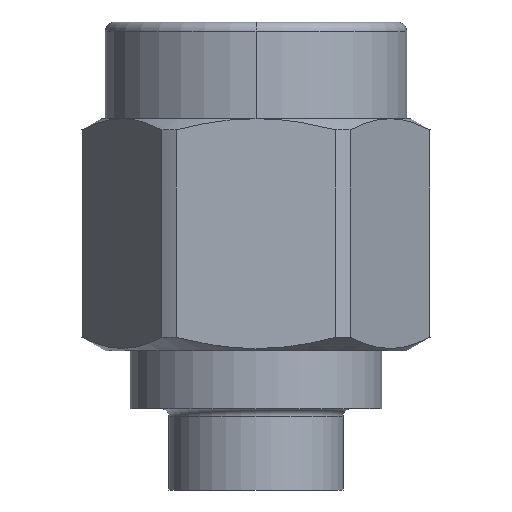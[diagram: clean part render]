
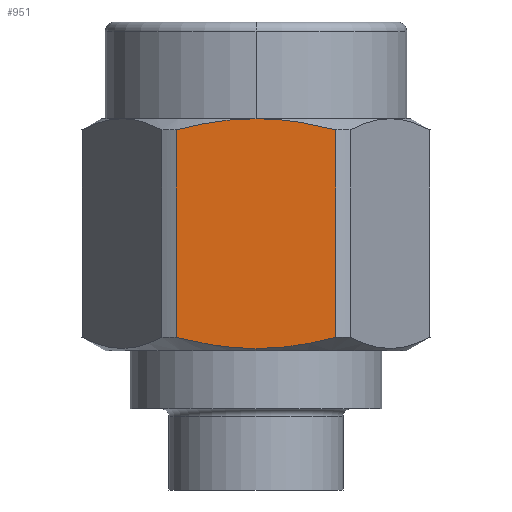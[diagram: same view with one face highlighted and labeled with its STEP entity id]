
A CAD part, left-side view. The second image highlights one B-rep face of the part: STEP entity #951.
In plain terms, the highlighted planar face has unit normal (-1, 0, 0).
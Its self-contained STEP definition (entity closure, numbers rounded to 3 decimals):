
#12 = EDGE_CURVE ( 'NONE', #2494, #1063, #258, .T. ) ;
#103 = ORIENTED_EDGE ( 'NONE', *, *, #818, .T. ) ;
#183 = CARTESIAN_POINT ( 'NONE',  ( -59.427, 15.006, 16.385 ) ) ;
#199 = AXIS2_PLACEMENT_3D ( 'NONE', #2552, #2576, #2146 ) ;
#225 = CARTESIAN_POINT ( 'NONE',  ( -59.427, 13.977, 16.211 ) ) ;
#229 = CARTESIAN_POINT ( 'NONE',  ( -59.427, 11.217, 21.838 ) ) ;
#256 = EDGE_CURVE ( 'NONE', #1809, #1225, #943, .T. ) ;
#258 = B_SPLINE_CURVE_WITH_KNOTS ( 'NONE', 3,
 ( #1182, #183, #2301, #225, #2507, #1069 ),
 .UNSPECIFIED., .F., .F.,
 ( 4, 2, 4 ),
 ( 0.002, 0.003, 0.004 ),
 .UNSPECIFIED. ) ;
#344 = CARTESIAN_POINT ( 'NONE',  ( -59.427, 11.217, 24.627 ) ) ;
#386 = CARTESIAN_POINT ( 'NONE',  ( -59.427, 13.279, 16.184 ) ) ;
#391 = EDGE_CURVE ( 'NONE', #807, #1384, #829, .T. ) ;
#412 = CARTESIAN_POINT ( 'NONE',  ( -59.427, 15.006, 21.926 ) ) ;
#464 = CARTESIAN_POINT ( 'NONE',  ( -59.427, 11.554, 21.927 ) ) ;
#478 = CARTESIAN_POINT ( 'NONE',  ( -59.427, 12.586, 22.1 ) ) ;
#525 = ORIENTED_EDGE ( 'NONE', *, *, #391, .T. ) ;
#645 = CARTESIAN_POINT ( 'NONE',  ( -59.427, 15.341, 16.473 ) ) ;
#688 = VECTOR ( 'NONE', #2677, 1000. ) ;
#762 = DIRECTION ( 'NONE',  ( 0., 0., -1. ) ) ;
#790 = PLANE ( 'NONE',  #199 ) ;
#807 = VERTEX_POINT ( 'NONE', #1844 ) ;
#808 = CARTESIAN_POINT ( 'NONE',  ( -59.427, 14.667, 21.999 ) ) ;
#818 = EDGE_CURVE ( 'NONE', #1384, #2494, #1435, .T. ) ;
#829 = B_SPLINE_CURVE_WITH_KNOTS ( 'NONE', 3,
 ( #2052, #860, #2495, #808, #412, #2107 ),
 .UNSPECIFIED., .F., .F.,
 ( 4, 2, 4 ),
 ( 0.006, 0.007, 0.008 ),
 .UNSPECIFIED. ) ;
#860 = CARTESIAN_POINT ( 'NONE',  ( -59.427, 13.626, 22.127 ) ) ;
#876 = CARTESIAN_POINT ( 'NONE',  ( -59.427, 12.932, 22.127 ) ) ;
#899 = CARTESIAN_POINT ( 'NONE',  ( -59.427, 13.279, 22.127 ) ) ;
#911 = ORIENTED_EDGE ( 'NONE', *, *, #12, .T. ) ;
#943 = LINE ( 'NONE', #344, #2041 ) ;
#951 = ADVANCED_FACE ( 'NONE', ( #1241 ), #790, .F. ) ;
#960 = ORIENTED_EDGE ( 'NONE', *, *, #2292, .T. ) ;
#1019 = B_SPLINE_CURVE_WITH_KNOTS ( 'NONE', 3,
 ( #229, #464, #1104, #478, #876, #899 ),
 .UNSPECIFIED., .F., .F.,
 ( 4, 2, 4 ),
 ( 0.004, 0.005, 0.006 ),
 .UNSPECIFIED. ) ;
#1025 = CARTESIAN_POINT ( 'NONE',  ( -59.427, 11.217, 16.473 ) ) ;
#1063 = VERTEX_POINT ( 'NONE', #1911 ) ;
#1068 = EDGE_CURVE ( 'NONE', #1809, #807, #1019, .T. ) ;
#1069 = CARTESIAN_POINT ( 'NONE',  ( -59.427, 13.279, 16.184 ) ) ;
#1104 = CARTESIAN_POINT ( 'NONE',  ( -59.427, 11.898, 22.001 ) ) ;
#1133 = CARTESIAN_POINT ( 'NONE',  ( -59.427, 11.217, 21.838 ) ) ;
#1142 = CARTESIAN_POINT ( 'NONE',  ( -59.427, 11.217, 16.473 ) ) ;
#1182 = CARTESIAN_POINT ( 'NONE',  ( -59.427, 15.341, 16.473 ) ) ;
#1225 = VERTEX_POINT ( 'NONE', #1142 ) ;
#1231 = CARTESIAN_POINT ( 'NONE',  ( -59.427, 11.898, 16.311 ) ) ;
#1241 = FACE_OUTER_BOUND ( 'NONE', #2118, .T. ) ;
#1305 = CARTESIAN_POINT ( 'NONE',  ( -59.427, 15.341, 21.838 ) ) ;
#1384 = VERTEX_POINT ( 'NONE', #1305 ) ;
#1435 = LINE ( 'NONE', #1885, #688 ) ;
#1449 = CARTESIAN_POINT ( 'NONE',  ( -59.427, 12.932, 16.184 ) ) ;
#1635 = B_SPLINE_CURVE_WITH_KNOTS ( 'NONE', 3,
 ( #386, #1449, #1833, #1231, #2093, #1025 ),
 .UNSPECIFIED., .F., .F.,
 ( 4, 2, 4 ),
 ( 0.004, 0.005, 0.006 ),
 .UNSPECIFIED. ) ;
#1809 = VERTEX_POINT ( 'NONE', #1133 ) ;
#1833 = CARTESIAN_POINT ( 'NONE',  ( -59.427, 12.587, 16.211 ) ) ;
#1844 = CARTESIAN_POINT ( 'NONE',  ( -59.427, 13.279, 22.127 ) ) ;
#1885 = CARTESIAN_POINT ( 'NONE',  ( -59.427, 15.341, 24.627 ) ) ;
#1911 = CARTESIAN_POINT ( 'NONE',  ( -59.427, 13.279, 16.184 ) ) ;
#1979 = ORIENTED_EDGE ( 'NONE', *, *, #256, .F. ) ;
#2041 = VECTOR ( 'NONE', #762, 1000. ) ;
#2052 = CARTESIAN_POINT ( 'NONE',  ( -59.427, 13.279, 22.127 ) ) ;
#2093 = CARTESIAN_POINT ( 'NONE',  ( -59.427, 11.554, 16.384 ) ) ;
#2107 = CARTESIAN_POINT ( 'NONE',  ( -59.427, 15.341, 21.838 ) ) ;
#2118 = EDGE_LOOP ( 'NONE', ( #1979, #2641, #525, #103, #911, #960 ) ) ;
#2146 = DIRECTION ( 'NONE',  ( 0., 0., -1. ) ) ;
#2292 = EDGE_CURVE ( 'NONE', #1063, #1225, #1635, .T. ) ;
#2301 = CARTESIAN_POINT ( 'NONE',  ( -59.427, 14.667, 16.312 ) ) ;
#2494 = VERTEX_POINT ( 'NONE', #645 ) ;
#2495 = CARTESIAN_POINT ( 'NONE',  ( -59.427, 13.977, 22.1 ) ) ;
#2507 = CARTESIAN_POINT ( 'NONE',  ( -59.427, 13.626, 16.184 ) ) ;
#2552 = CARTESIAN_POINT ( 'NONE',  ( -59.427, 15.341, 24.627 ) ) ;
#2576 = DIRECTION ( 'NONE',  ( 1., 0., 0. ) ) ;
#2641 = ORIENTED_EDGE ( 'NONE', *, *, #1068, .T. ) ;
#2677 = DIRECTION ( 'NONE',  ( 0., 0., -1. ) ) ;
